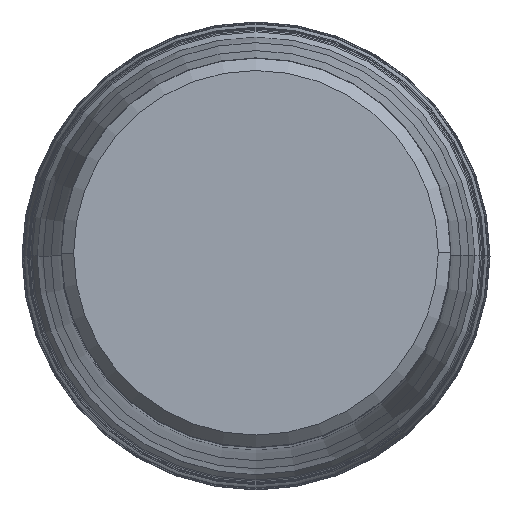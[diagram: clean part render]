
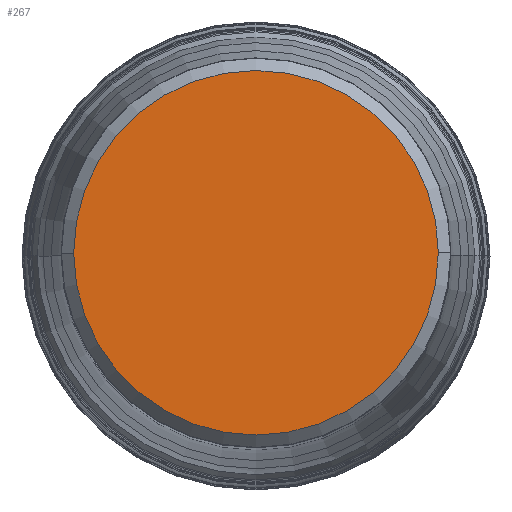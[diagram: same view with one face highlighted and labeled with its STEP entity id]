
A CAD part, top view. The second image highlights one B-rep face of the part: STEP entity #267.
In plain terms, the highlighted planar face has unit normal (0, 0, 1).
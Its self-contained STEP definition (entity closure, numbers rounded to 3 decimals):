
#55=PLANE('',#2480);
#267=ADVANCED_FACE('',(#453),#55,.F.);
#453=FACE_OUTER_BOUND('',#587,.T.);
#587=EDGE_LOOP('',(#1080,#1081,#1082,#1083));
#1080=ORIENTED_EDGE('',*,*,#1549,.F.);
#1081=ORIENTED_EDGE('',*,*,#1548,.T.);
#1082=ORIENTED_EDGE('',*,*,#1546,.T.);
#1083=ORIENTED_EDGE('',*,*,#1545,.F.);
#1288=VERTEX_POINT('',#4572);
#1289=VERTEX_POINT('',#4574);
#1290=VERTEX_POINT('',#4576);
#1291=VERTEX_POINT('',#4580);
#1545=EDGE_CURVE('',#1288,#1289,#1860,.T.);
#1546=EDGE_CURVE('',#1290,#1289,#1861,.T.);
#1548=EDGE_CURVE('',#1291,#1290,#1862,.T.);
#1549=EDGE_CURVE('',#1291,#1288,#1863,.T.);
#1860=CIRCLE('',#2474,14.84);
#1861=CIRCLE('',#2475,14.84);
#1862=CIRCLE('',#2477,14.84);
#1863=CIRCLE('',#2478,14.84);
#2474=AXIS2_PLACEMENT_3D('',#4573,#3156,#3157);
#2475=AXIS2_PLACEMENT_3D('',#4575,#3158,#3159);
#2477=AXIS2_PLACEMENT_3D('',#4579,#3163,#3164);
#2478=AXIS2_PLACEMENT_3D('',#4581,#3165,#3166);
#2480=AXIS2_PLACEMENT_3D('',#4583,#3169,#3170);
#3156=DIRECTION('',(0.,0.,-1.));
#3157=DIRECTION('',(-1.,0.,0.));
#3158=DIRECTION('',(0.,0.,1.));
#3159=DIRECTION('',(-1.,0.,0.));
#3163=DIRECTION('',(0.,0.,1.));
#3164=DIRECTION('',(1.,0.,0.));
#3165=DIRECTION('',(0.,0.,-1.));
#3166=DIRECTION('',(1.,0.,0.));
#3169=DIRECTION('',(0.,0.,-1.));
#3170=DIRECTION('',(1.,0.002,0.));
#4572=CARTESIAN_POINT('',(-14.84,-0.027,0.));
#4573=CARTESIAN_POINT('',(0.,0.,0.));
#4574=CARTESIAN_POINT('',(-14.84,0.,0.));
#4575=CARTESIAN_POINT('',(0.,0.,0.));
#4576=CARTESIAN_POINT('',(14.84,0.027,0.));
#4579=CARTESIAN_POINT('',(0.,0.,0.));
#4580=CARTESIAN_POINT('',(14.84,0.,0.));
#4581=CARTESIAN_POINT('',(0.,0.,0.));
#4583=CARTESIAN_POINT('',(0.,0.,0.));
